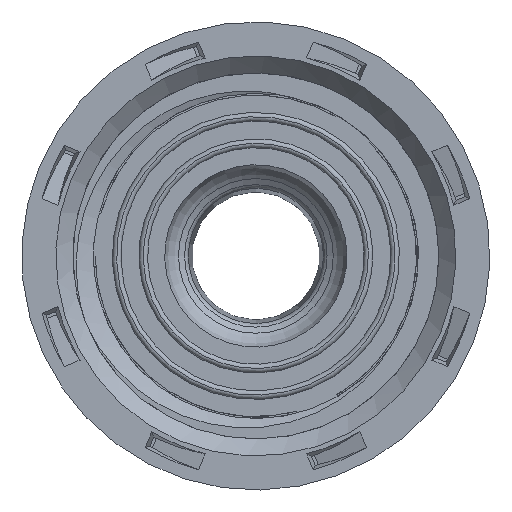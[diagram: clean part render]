
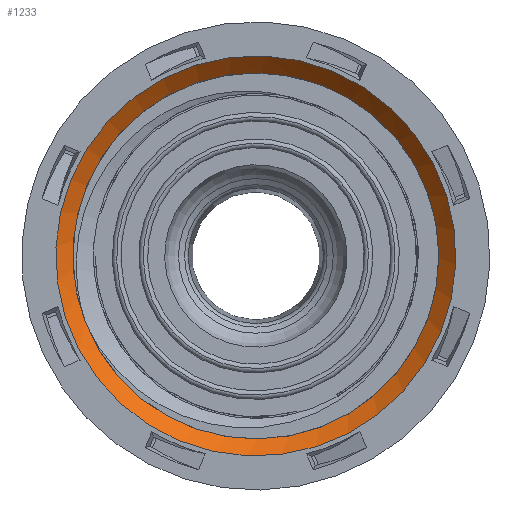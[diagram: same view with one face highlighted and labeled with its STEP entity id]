
A CAD part, front view. The second image highlights one B-rep face of the part: STEP entity #1233.
In plain terms, the highlighted conical face has half-angle 45 degrees and reference radius 10.75 mm.
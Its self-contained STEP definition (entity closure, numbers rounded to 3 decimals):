
#1014=CONICAL_SURFACE('',#8696,10.75,45.);
#1233=ADVANCED_FACE('',(#1689,#1690),#1014,.F.);
#1689=FACE_BOUND('',#2012,.T.);
#1690=FACE_BOUND('',#2013,.T.);
#2012=EDGE_LOOP('',(#4971));
#2013=EDGE_LOOP('',(#4972));
#4971=ORIENTED_EDGE('',*,*,#7639,.F.);
#4972=ORIENTED_EDGE('',*,*,#7640,.F.);
#6691=VERTEX_POINT('',#14022);
#6692=VERTEX_POINT('',#14024);
#7639=EDGE_CURVE('',#6691,#6691,#8331,.T.);
#7640=EDGE_CURVE('',#6692,#6692,#8332,.T.);
#8331=CIRCLE('',#8694,10.75);
#8332=CIRCLE('',#8695,11.75);
#8694=AXIS2_PLACEMENT_3D('',#14021,#9865,#9866);
#8695=AXIS2_PLACEMENT_3D('',#14023,#9867,#9868);
#8696=AXIS2_PLACEMENT_3D('',#14025,#9869,#9870);
#9865=DIRECTION('',(0.,-1.,0.));
#9866=DIRECTION('',(-0.924,0.,0.383));
#9867=DIRECTION('',(0.,1.,0.));
#9868=DIRECTION('',(-0.924,0.,0.383));
#9869=DIRECTION('',(0.,-1.,0.));
#9870=DIRECTION('',(0.924,0.,-0.383));
#14021=CARTESIAN_POINT('',(24.505,-30.283,0.));
#14022=CARTESIAN_POINT('',(14.573,-30.283,4.114));
#14023=CARTESIAN_POINT('',(24.505,-31.283,0.));
#14024=CARTESIAN_POINT('',(13.649,-31.283,4.497));
#14025=CARTESIAN_POINT('',(24.505,-30.283,0.));
